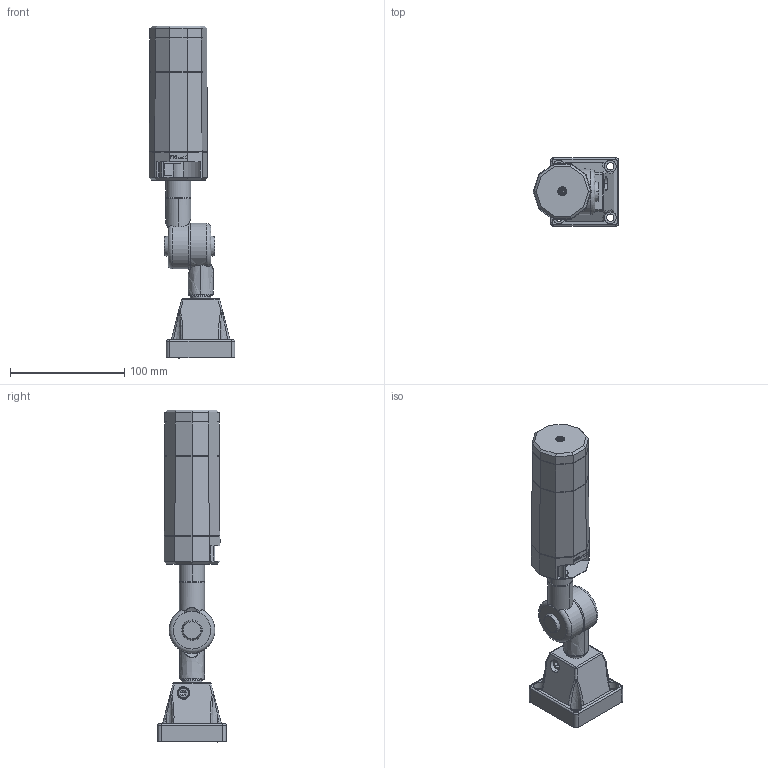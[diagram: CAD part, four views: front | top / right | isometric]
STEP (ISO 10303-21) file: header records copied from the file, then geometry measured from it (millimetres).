
FILE_DESCRIPTION((''),'2;1');
FILE_NAME('NLA50DC-1B1DZ SERIES.stp','2023-12-26T11:53:03',(''),(''),'Mechanical Desktop 2011','Mechanical Desktop 2011',', , ');
FILE_SCHEMA(('CONFIG_CONTROL_DESIGN'));
Length unit declared in the file: millimetre
Products named in the file (1): Product
Bounding box: 75.11 x 60 x 291 mm (x, y, z)
Volume: 362520.8 mm3; surface area: 84522.1 mm2
Topology: 20 solids, 20 shells, 572 faces, 1474 edges, 963 vertices
Faces by surface type: plane 281, bspline 160, cylinder 96, cone 18, torus 11, sphere 6
Entity records: 21865 total; most frequent: CARTESIAN_POINT 8092, ORIENTED_EDGE 2948, DIRECTION 2703, EDGE_CURVE 1474, VERTEX_POINT 963, AXIS2_PLACEMENT_3D 921, VECTOR 861, LINE 861
